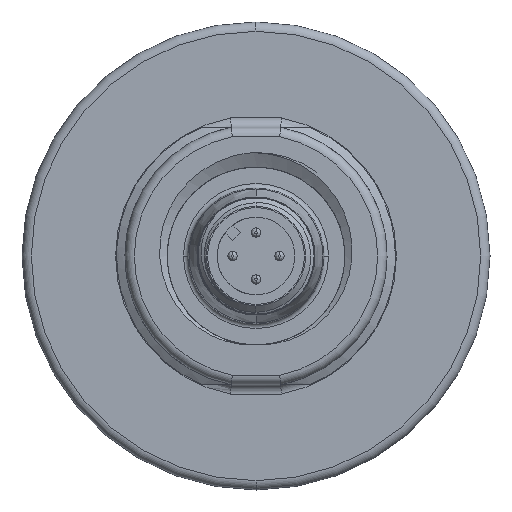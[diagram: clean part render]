
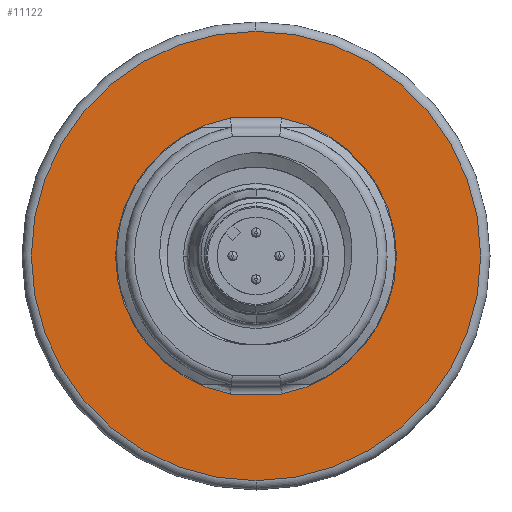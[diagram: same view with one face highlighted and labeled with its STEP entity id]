
A CAD part, front view. The second image highlights one B-rep face of the part: STEP entity #11122.
In plain terms, the highlighted planar face has unit normal (0, -1, 0).
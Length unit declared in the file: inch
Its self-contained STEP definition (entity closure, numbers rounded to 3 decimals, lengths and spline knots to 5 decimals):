
#2763=CARTESIAN_POINT('',(0.,-0.11811,0.));
#2764=DIRECTION('',(0.,1.,0.));
#2765=DIRECTION('',(0.,0.,-1.));
#2766=AXIS2_PLACEMENT_3D('',#2763,#2764,#2765);
#2768=CARTESIAN_POINT('',(0.,-0.11811,0.));
#2769=DIRECTION('',(0.,1.,0.));
#2770=DIRECTION('',(0.,0.,1.));
#2771=AXIS2_PLACEMENT_3D('',#2768,#2769,#2770);
#2773=CARTESIAN_POINT('',(0.,-0.11811,0.));
#2774=DIRECTION('',(0.,-1.,0.));
#2775=DIRECTION('',(-0.182,0.,0.983));
#2776=AXIS2_PLACEMENT_3D('',#2773,#2774,#2775);
#2778=DIRECTION('',(1.,0.,0.));
#2779=VECTOR('',#2778,0.21474);
#2780=CARTESIAN_POINT('',(-0.10737,-0.11811,
-0.58071));
#2781=LINE('',#2780,#2779);
#2782=CARTESIAN_POINT('',(0.,-0.11811,0.));
#2783=DIRECTION('',(0.,-1.,0.));
#2784=DIRECTION('',(0.182,0.,-0.983));
#2785=AXIS2_PLACEMENT_3D('',#2782,#2783,#2784);
#2787=DIRECTION('',(-1.,0.,0.));
#2788=VECTOR('',#2787,0.21474);
#2789=CARTESIAN_POINT('',(0.10737,-0.11811,
0.58071));
#2790=LINE('',#2789,#2788);
#7806=CARTESIAN_POINT('',(-0.10737,-0.11811,
0.58071));
#7807=CARTESIAN_POINT('',(-0.10737,-0.11811,
-0.58071));
#7808=VERTEX_POINT('',#7806);
#7809=VERTEX_POINT('',#7807);
#7814=CARTESIAN_POINT('',(0.10737,-0.11811,
-0.58071));
#7815=CARTESIAN_POINT('',(0.10737,-0.11811,
0.58071));
#7816=VERTEX_POINT('',#7814);
#7817=VERTEX_POINT('',#7815);
#7830=CARTESIAN_POINT('',(0.,-0.11811,-0.94488));
#7831=CARTESIAN_POINT('',(0.,-0.11811,0.94488));
#7832=VERTEX_POINT('',#7830);
#7833=VERTEX_POINT('',#7831);
#11102=CARTESIAN_POINT('',(0.,-0.11811,0.));
#11103=DIRECTION('',(0.,-1.,0.));
#11104=DIRECTION('',(0.,0.,1.));
#11105=AXIS2_PLACEMENT_3D('',#11102,#11103,#11104);
#11106=PLANE('',#11105);
#11108=ORIENTED_EDGE('',*,*,#11107,.T.);
#11110=ORIENTED_EDGE('',*,*,#11109,.T.);
#11111=EDGE_LOOP('',(#11108,#11110));
#11112=FACE_OUTER_BOUND('',#11111,.F.);
#11114=ORIENTED_EDGE('',*,*,#11113,.T.);
#11116=ORIENTED_EDGE('',*,*,#11115,.T.);
#11117=ORIENTED_EDGE('',*,*,#11092,.T.);
#11119=ORIENTED_EDGE('',*,*,#11118,.T.);
#11120=EDGE_LOOP('',(#11114,#11116,#11117,#11119));
#11121=FACE_BOUND('',#11120,.F.);
#11122=ADVANCED_FACE('',(#11112,#11121),#11106,.T.);
#2767=CIRCLE('',#2766,0.94488);
#2772=CIRCLE('',#2771,0.94488);
#2777=CIRCLE('',#2776,0.59055);
#2786=CIRCLE('',#2785,0.59055);
#11092=EDGE_CURVE('',#7816,#7817,#2786,.T.);
#11107=EDGE_CURVE('',#7832,#7833,#2767,.T.);
#11109=EDGE_CURVE('',#7833,#7832,#2772,.T.);
#11113=EDGE_CURVE('',#7808,#7809,#2777,.T.);
#11115=EDGE_CURVE('',#7809,#7816,#2781,.T.);
#11118=EDGE_CURVE('',#7817,#7808,#2790,.T.);
